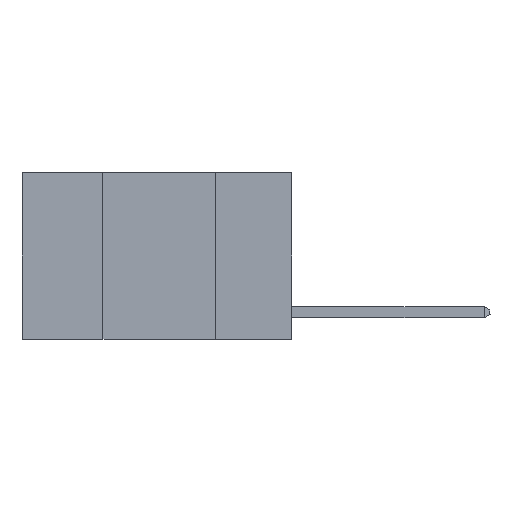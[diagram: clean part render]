
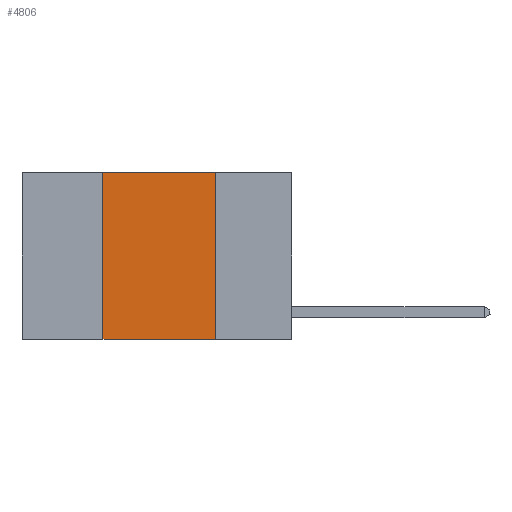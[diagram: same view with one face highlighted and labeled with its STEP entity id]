
A CAD part, left-side view. The second image highlights one B-rep face of the part: STEP entity #4806.
In plain terms, the highlighted planar face has unit normal (-1, 0, 0).
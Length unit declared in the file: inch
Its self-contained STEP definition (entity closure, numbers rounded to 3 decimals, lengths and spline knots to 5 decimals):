
#97 = EDGE_CURVE ( 'NONE', #5094, #281, #124, .T. ) ;
#124 = LINE ( 'NONE', #6731, #7533 ) ;
#199 = CARTESIAN_POINT ( 'NONE',  ( 0., 0.6, 0. ) ) ;
#281 = VERTEX_POINT ( 'NONE', #298 ) ;
#298 = CARTESIAN_POINT ( 'NONE',  ( 0., 0.42, 0. ) ) ;
#515 = ORIENTED_EDGE ( 'NONE', *, *, #97, .F. ) ;
#578 = DIRECTION ( 'NONE',  ( 0., 0., -1. ) ) ;
#613 = CARTESIAN_POINT ( 'NONE',  ( 0., 0.17, -0.37 ) ) ;
#1428 = FACE_OUTER_BOUND ( 'NONE', #2699, .T. ) ;
#1815 = VECTOR ( 'NONE', #4390, 39.37008 ) ;
#1874 = ORIENTED_EDGE ( 'NONE', *, *, #2415, .F. ) ;
#2335 = DIRECTION ( 'NONE',  ( 0., 0., 1. ) ) ;
#2415 = EDGE_CURVE ( 'NONE', #281, #6527, #9179, .T. ) ;
#2699 = EDGE_LOOP ( 'NONE', ( #8598, #1874, #515, #4143 ) ) ;
#3006 = VERTEX_POINT ( 'NONE', #613 ) ;
#3230 = LINE ( 'NONE', #9583, #3586 ) ;
#3586 = VECTOR ( 'NONE', #578, 39.37008 ) ;
#4143 = ORIENTED_EDGE ( 'NONE', *, *, #8473, .T. ) ;
#4386 = LINE ( 'NONE', #6183, #9600 ) ;
#4390 = DIRECTION ( 'NONE',  ( 0., -1., 0. ) ) ;
#4707 = CARTESIAN_POINT ( 'NONE',  ( 0., 0.42, -0.37 ) ) ;
#4806 = ADVANCED_FACE ( 'NONE', ( #1428 ), #8475, .F. ) ;
#5094 = VERTEX_POINT ( 'NONE', #4707 ) ;
#5513 = DIRECTION ( 'NONE',  ( 0., 0., -1. ) ) ;
#5548 = DIRECTION ( 'NONE',  ( 1., 0., 0. ) ) ;
#6144 = DIRECTION ( 'NONE',  ( 0., -1., 0. ) ) ;
#6183 = CARTESIAN_POINT ( 'NONE',  ( 0., 0.6, -0.37 ) ) ;
#6527 = VERTEX_POINT ( 'NONE', #7632 ) ;
#6731 = CARTESIAN_POINT ( 'NONE',  ( 0., 0.42, 0. ) ) ;
#7533 = VECTOR ( 'NONE', #2335, 39.37008 ) ;
#7632 = CARTESIAN_POINT ( 'NONE',  ( 0., 0.17, 0. ) ) ;
#8058 = CARTESIAN_POINT ( 'NONE',  ( 0., 0.6, 0. ) ) ;
#8473 = EDGE_CURVE ( 'NONE', #5094, #3006, #4386, .T. ) ;
#8475 = PLANE ( 'NONE',  #9002 ) ;
#8598 = ORIENTED_EDGE ( 'NONE', *, *, #9099, .F. ) ;
#9002 = AXIS2_PLACEMENT_3D ( 'NONE', #199, #5548, #5513 ) ;
#9099 = EDGE_CURVE ( 'NONE', #6527, #3006, #3230, .T. ) ;
#9179 = LINE ( 'NONE', #8058, #1815 ) ;
#9583 = CARTESIAN_POINT ( 'NONE',  ( 0., 0.17, 0. ) ) ;
#9600 = VECTOR ( 'NONE', #6144, 39.37008 ) ;
